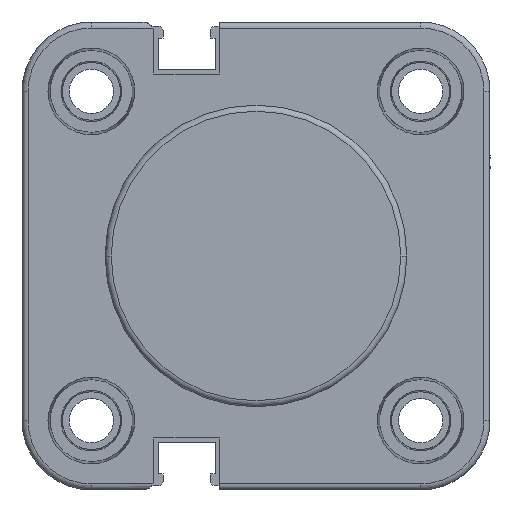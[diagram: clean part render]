
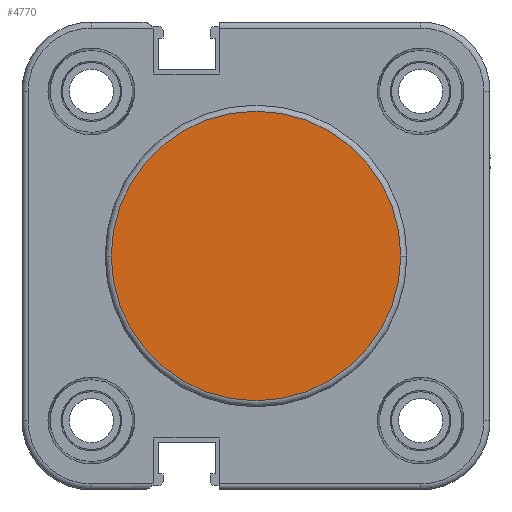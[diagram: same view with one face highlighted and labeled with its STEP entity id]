
A CAD part, front view. The second image highlights one B-rep face of the part: STEP entity #4770.
In plain terms, the highlighted face is planar.
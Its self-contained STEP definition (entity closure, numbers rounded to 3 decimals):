
#477 = CARTESIAN_POINT ( 'NONE',  ( 0., 0., 0. ) ) ;
#1389 = CIRCLE ( 'NONE', #8009, 16.7 ) ;
#1638 = FACE_OUTER_BOUND ( 'NONE', #13852, .T. ) ;
#2379 = DIRECTION ( 'NONE',  ( -1., 0., 0. ) ) ;
#2506 = VERTEX_POINT ( 'NONE', #6751 ) ;
#3425 = CARTESIAN_POINT ( 'NONE',  ( 0., 0., 0. ) ) ;
#3694 = EDGE_CURVE ( 'NONE', #6276, #2506, #12988, .T. ) ;
#4770 = ADVANCED_FACE ( 'NONE', ( #1638 ), #6361, .T. ) ;
#6276 = VERTEX_POINT ( 'NONE', #12676 ) ;
#6361 = PLANE ( 'NONE',  #13096 ) ;
#6751 = CARTESIAN_POINT ( 'NONE',  ( 0., 16.7, 0. ) ) ;
#8009 = AXIS2_PLACEMENT_3D ( 'NONE', #3425, #2379, #10648 ) ;
#8240 = DIRECTION ( 'NONE',  ( -1., 0., 0. ) ) ;
#8797 = DIRECTION ( 'NONE',  ( 0., -1., 0. ) ) ;
#8845 = DIRECTION ( 'NONE',  ( -1., 0., 0. ) ) ;
#9414 = DIRECTION ( 'NONE',  ( 0., -1., 0. ) ) ;
#9586 = ORIENTED_EDGE ( 'NONE', *, *, #3694, .T. ) ;
#10627 = CARTESIAN_POINT ( 'NONE',  ( 0., 0., 0. ) ) ;
#10648 = DIRECTION ( 'NONE',  ( 0., -1., 0. ) ) ;
#12676 = CARTESIAN_POINT ( 'NONE',  ( 0., -16.7, 0. ) ) ;
#12988 = CIRCLE ( 'NONE', #13379, 16.7 ) ;
#13096 = AXIS2_PLACEMENT_3D ( 'NONE', #477, #8845, #8797 ) ;
#13379 = AXIS2_PLACEMENT_3D ( 'NONE', #10627, #8240, #9414 ) ;
#13852 = EDGE_LOOP ( 'NONE', ( #9586, #14980 ) ) ;
#14980 = ORIENTED_EDGE ( 'NONE', *, *, #15149, .T. ) ;
#15149 = EDGE_CURVE ( 'NONE', #2506, #6276, #1389, .T. ) ;
